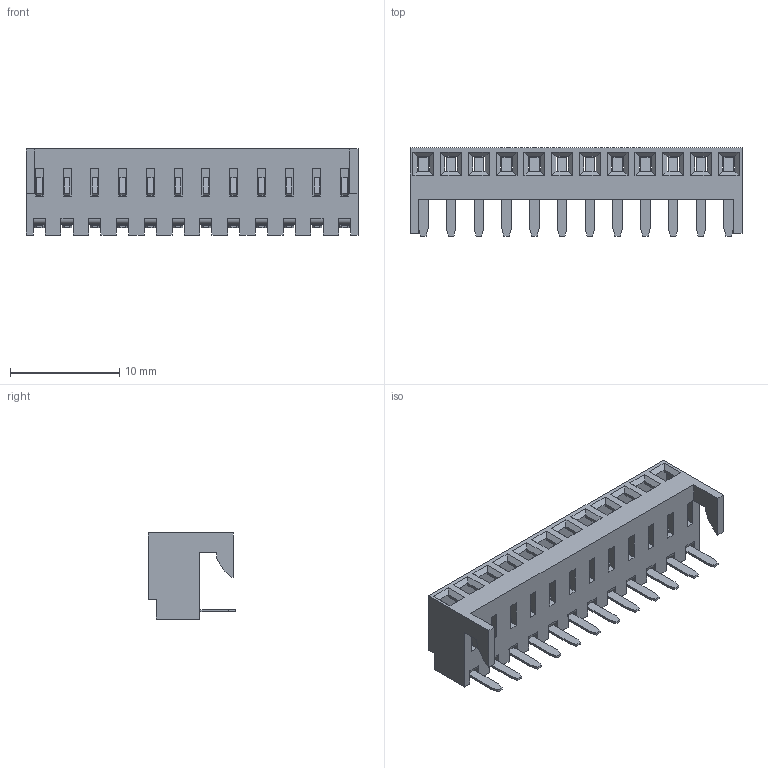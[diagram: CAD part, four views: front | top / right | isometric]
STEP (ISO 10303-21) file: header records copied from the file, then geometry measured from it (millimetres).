
FILE_DESCRIPTION(('STEP AP242'),'1');
FILE_NAME('0022152126.stp','2025-02-05T05:23:02',('TraceParts'),('TraceParts S.A.'),'Spatial InterOp 3D',' ',' ');
FILE_SCHEMA(('AP242_MANAGED_MODEL_BASED_3D_ENGINEERING_MIM_LF {1 0 10303 442 1 1 4}'));
Length unit declared in the file: millimetre
Products named in the file (1): 0022152126_1
Bounding box: 30.38 x 8.05 x 7.87 mm (x, y, z)
Volume: 455.6 mm3; surface area: 1703.3 mm2
Topology: 1 solids, 1 shells, 614 faces, 1750 edges, 1174 vertices
Faces by surface type: plane 454, cylinder 160
Entity records: 19860 total; most frequent: CARTESIAN_POINT 3492, ORIENTED_EDGE 3452, DIRECTION 3326, EDGE_CURVE 1726, LINE 1406, VECTOR 1406, VERTEX_POINT 1126, AXIS2_PLACEMENT_3D 960
